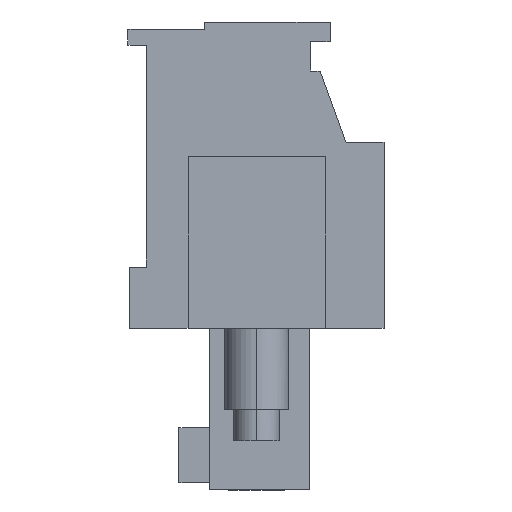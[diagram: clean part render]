
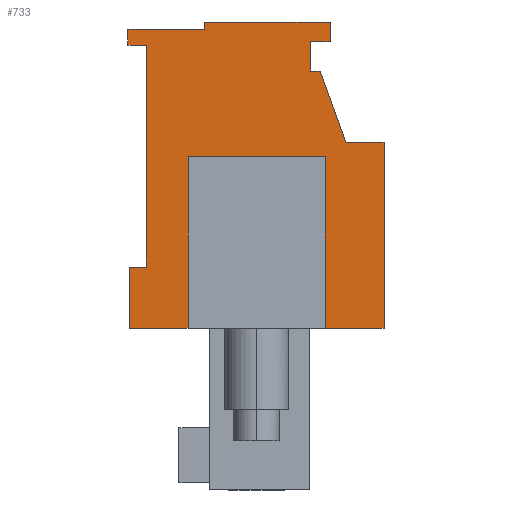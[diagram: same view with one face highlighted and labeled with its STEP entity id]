
A CAD part, left-side view. The second image highlights one B-rep face of the part: STEP entity #733.
In plain terms, the highlighted planar face has unit normal (-1, 0, 0).
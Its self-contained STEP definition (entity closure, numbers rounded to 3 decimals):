
#585=AXIS2_PLACEMENT_3D('Plane Axis2P3D',#582,#583,#584) ;
#42=CARTESIAN_POINT('Vertex',(4.8,3.,18.3)) ;
#45=CARTESIAN_POINT('Line Origine',(4.8,3.,17.7)) ;
#49=CARTESIAN_POINT('Vertex',(4.8,3.,17.1)) ;
#76=CARTESIAN_POINT('Line Origine',(4.8,2.6,18.3)) ;
#80=CARTESIAN_POINT('Vertex',(4.8,2.2,18.3)) ;
#582=CARTESIAN_POINT('Axis2P3D Location',(4.8,5.2,6.6)) ;
#587=CARTESIAN_POINT('Line Origine',(4.8,1.2,6.6)) ;
#591=CARTESIAN_POINT('Vertex',(4.8,0.,6.6)) ;
#593=CARTESIAN_POINT('Vertex',(4.8,2.4,6.6)) ;
#596=CARTESIAN_POINT('Line Origine',(4.8,0.,10.4)) ;
#600=CARTESIAN_POINT('Vertex',(4.8,0.,14.2)) ;
#603=CARTESIAN_POINT('Line Origine',(4.8,0.775,14.2)) ;
#607=CARTESIAN_POINT('Vertex',(4.8,1.55,14.2)) ;
#610=CARTESIAN_POINT('Line Origine',(4.8,2.078,15.65)) ;
#614=CARTESIAN_POINT('Vertex',(4.8,2.606,17.1)) ;
#617=CARTESIAN_POINT('Line Origine',(4.8,2.803,17.1)) ;
#622=CARTESIAN_POINT('Line Origine',(4.8,2.2,18.7)) ;
#626=CARTESIAN_POINT('Vertex',(4.8,2.2,19.1)) ;
#629=CARTESIAN_POINT('Line Origine',(4.8,4.76,19.1)) ;
#633=CARTESIAN_POINT('Vertex',(4.8,7.32,19.1)) ;
#636=CARTESIAN_POINT('Line Origine',(4.8,7.32,18.95)) ;
#640=CARTESIAN_POINT('Vertex',(4.8,7.32,18.8)) ;
#643=CARTESIAN_POINT('Line Origine',(4.8,8.885,18.8)) ;
#647=CARTESIAN_POINT('Vertex',(4.8,10.45,18.8)) ;
#650=CARTESIAN_POINT('Line Origine',(4.8,10.45,18.475)) ;
#654=CARTESIAN_POINT('Vertex',(4.8,10.45,18.15)) ;
#657=CARTESIAN_POINT('Line Origine',(4.8,10.075,18.15)) ;
#661=CARTESIAN_POINT('Vertex',(4.8,9.7,18.15)) ;
#664=CARTESIAN_POINT('Line Origine',(4.8,9.7,13.625)) ;
#668=CARTESIAN_POINT('Vertex',(4.8,9.7,9.1)) ;
#671=CARTESIAN_POINT('Line Origine',(4.8,10.05,9.1)) ;
#675=CARTESIAN_POINT('Vertex',(4.8,10.4,9.1)) ;
#678=CARTESIAN_POINT('Line Origine',(4.8,10.4,7.85)) ;
#682=CARTESIAN_POINT('Vertex',(4.8,10.4,6.6)) ;
#685=CARTESIAN_POINT('Line Origine',(4.8,9.2,6.6)) ;
#689=CARTESIAN_POINT('Vertex',(4.8,8.,6.6)) ;
#692=CARTESIAN_POINT('Line Origine',(4.8,8.,10.1)) ;
#696=CARTESIAN_POINT('Vertex',(4.8,8.,13.6)) ;
#699=CARTESIAN_POINT('Line Origine',(4.8,5.2,13.6)) ;
#703=CARTESIAN_POINT('Vertex',(4.8,2.4,13.6)) ;
#706=CARTESIAN_POINT('Line Origine',(4.8,2.4,10.1)) ;
#46=DIRECTION('Vector Direction',(0.,0.,1.)) ;
#77=DIRECTION('Vector Direction',(0.,1.,0.)) ;
#583=DIRECTION('Axis2P3D Direction',(-1.,0.,0.)) ;
#584=DIRECTION('Axis2P3D XDirection',(0.,-1.,0.)) ;
#588=DIRECTION('Vector Direction',(0.,1.,0.)) ;
#597=DIRECTION('Vector Direction',(0.,0.,-1.)) ;
#604=DIRECTION('Vector Direction',(0.,1.,0.)) ;
#611=DIRECTION('Vector Direction',(0.,0.342,0.94)) ;
#618=DIRECTION('Vector Direction',(0.,1.,0.)) ;
#623=DIRECTION('Vector Direction',(0.,0.,1.)) ;
#630=DIRECTION('Vector Direction',(0.,1.,0.)) ;
#637=DIRECTION('Vector Direction',(0.,0.,1.)) ;
#644=DIRECTION('Vector Direction',(0.,1.,0.)) ;
#651=DIRECTION('Vector Direction',(0.,0.,-1.)) ;
#658=DIRECTION('Vector Direction',(0.,-1.,0.)) ;
#665=DIRECTION('Vector Direction',(0.,0.,-1.)) ;
#672=DIRECTION('Vector Direction',(0.,-1.,0.)) ;
#679=DIRECTION('Vector Direction',(0.,0.,1.)) ;
#686=DIRECTION('Vector Direction',(0.,1.,0.)) ;
#693=DIRECTION('Vector Direction',(0.,0.,-1.)) ;
#700=DIRECTION('Vector Direction',(0.,-1.,0.)) ;
#707=DIRECTION('Vector Direction',(0.,0.,-1.)) ;
#47=VECTOR('Line Direction',#46,1.) ;
#78=VECTOR('Line Direction',#77,1.) ;
#589=VECTOR('Line Direction',#588,1.) ;
#598=VECTOR('Line Direction',#597,1.) ;
#605=VECTOR('Line Direction',#604,1.) ;
#612=VECTOR('Line Direction',#611,1.) ;
#619=VECTOR('Line Direction',#618,1.) ;
#624=VECTOR('Line Direction',#623,1.) ;
#631=VECTOR('Line Direction',#630,1.) ;
#638=VECTOR('Line Direction',#637,1.) ;
#645=VECTOR('Line Direction',#644,1.) ;
#652=VECTOR('Line Direction',#651,1.) ;
#659=VECTOR('Line Direction',#658,1.) ;
#666=VECTOR('Line Direction',#665,1.) ;
#673=VECTOR('Line Direction',#672,1.) ;
#680=VECTOR('Line Direction',#679,1.) ;
#687=VECTOR('Line Direction',#686,1.) ;
#694=VECTOR('Line Direction',#693,1.) ;
#701=VECTOR('Line Direction',#700,1.) ;
#708=VECTOR('Line Direction',#707,1.) ;
#712=ORIENTED_EDGE('',*,*,#595,.F.) ;
#713=ORIENTED_EDGE('',*,*,#602,.F.) ;
#714=ORIENTED_EDGE('',*,*,#609,.T.) ;
#715=ORIENTED_EDGE('',*,*,#616,.T.) ;
#716=ORIENTED_EDGE('',*,*,#621,.T.) ;
#717=ORIENTED_EDGE('',*,*,#51,.T.) ;
#718=ORIENTED_EDGE('',*,*,#82,.F.) ;
#719=ORIENTED_EDGE('',*,*,#628,.T.) ;
#720=ORIENTED_EDGE('',*,*,#635,.T.) ;
#721=ORIENTED_EDGE('',*,*,#642,.F.) ;
#722=ORIENTED_EDGE('',*,*,#649,.T.) ;
#723=ORIENTED_EDGE('',*,*,#656,.T.) ;
#724=ORIENTED_EDGE('',*,*,#663,.T.) ;
#725=ORIENTED_EDGE('',*,*,#670,.T.) ;
#726=ORIENTED_EDGE('',*,*,#677,.F.) ;
#727=ORIENTED_EDGE('',*,*,#684,.F.) ;
#728=ORIENTED_EDGE('',*,*,#691,.F.) ;
#729=ORIENTED_EDGE('',*,*,#698,.F.) ;
#730=ORIENTED_EDGE('',*,*,#705,.T.) ;
#731=ORIENTED_EDGE('',*,*,#710,.T.) ;
#733=ADVANCED_FACE('HOUSING',(#732),#586,.T.) ;
#51=EDGE_CURVE('',#50,#43,#48,.T.) ;
#82=EDGE_CURVE('',#81,#43,#79,.T.) ;
#595=EDGE_CURVE('',#592,#594,#590,.T.) ;
#602=EDGE_CURVE('',#601,#592,#599,.T.) ;
#609=EDGE_CURVE('',#601,#608,#606,.T.) ;
#616=EDGE_CURVE('',#608,#615,#613,.T.) ;
#621=EDGE_CURVE('',#615,#50,#620,.T.) ;
#628=EDGE_CURVE('',#81,#627,#625,.T.) ;
#635=EDGE_CURVE('',#627,#634,#632,.T.) ;
#642=EDGE_CURVE('',#641,#634,#639,.T.) ;
#649=EDGE_CURVE('',#641,#648,#646,.T.) ;
#656=EDGE_CURVE('',#648,#655,#653,.T.) ;
#663=EDGE_CURVE('',#655,#662,#660,.T.) ;
#670=EDGE_CURVE('',#662,#669,#667,.T.) ;
#677=EDGE_CURVE('',#676,#669,#674,.T.) ;
#684=EDGE_CURVE('',#683,#676,#681,.T.) ;
#691=EDGE_CURVE('',#690,#683,#688,.T.) ;
#698=EDGE_CURVE('',#697,#690,#695,.T.) ;
#705=EDGE_CURVE('',#697,#704,#702,.T.) ;
#710=EDGE_CURVE('',#704,#594,#709,.T.) ;
#711=EDGE_LOOP('',(#712,#713,#714,#715,#716,#717,#718,#719,#720,#721,#722,#723,#724,#725,#726,#727,#728,#729,#730,#731)) ;
#732=FACE_OUTER_BOUND('',#711,.T.) ;
#48=LINE('Line',#45,#47) ;
#79=LINE('Line',#76,#78) ;
#590=LINE('Line',#587,#589) ;
#599=LINE('Line',#596,#598) ;
#606=LINE('Line',#603,#605) ;
#613=LINE('Line',#610,#612) ;
#620=LINE('Line',#617,#619) ;
#625=LINE('Line',#622,#624) ;
#632=LINE('Line',#629,#631) ;
#639=LINE('Line',#636,#638) ;
#646=LINE('Line',#643,#645) ;
#653=LINE('Line',#650,#652) ;
#660=LINE('Line',#657,#659) ;
#667=LINE('Line',#664,#666) ;
#674=LINE('Line',#671,#673) ;
#681=LINE('Line',#678,#680) ;
#688=LINE('Line',#685,#687) ;
#695=LINE('Line',#692,#694) ;
#702=LINE('Line',#699,#701) ;
#709=LINE('Line',#706,#708) ;
#586=PLANE('',#585) ;
#43=VERTEX_POINT('',#42) ;
#50=VERTEX_POINT('',#49) ;
#81=VERTEX_POINT('',#80) ;
#592=VERTEX_POINT('',#591) ;
#594=VERTEX_POINT('',#593) ;
#601=VERTEX_POINT('',#600) ;
#608=VERTEX_POINT('',#607) ;
#615=VERTEX_POINT('',#614) ;
#627=VERTEX_POINT('',#626) ;
#634=VERTEX_POINT('',#633) ;
#641=VERTEX_POINT('',#640) ;
#648=VERTEX_POINT('',#647) ;
#655=VERTEX_POINT('',#654) ;
#662=VERTEX_POINT('',#661) ;
#669=VERTEX_POINT('',#668) ;
#676=VERTEX_POINT('',#675) ;
#683=VERTEX_POINT('',#682) ;
#690=VERTEX_POINT('',#689) ;
#697=VERTEX_POINT('',#696) ;
#704=VERTEX_POINT('',#703) ;
